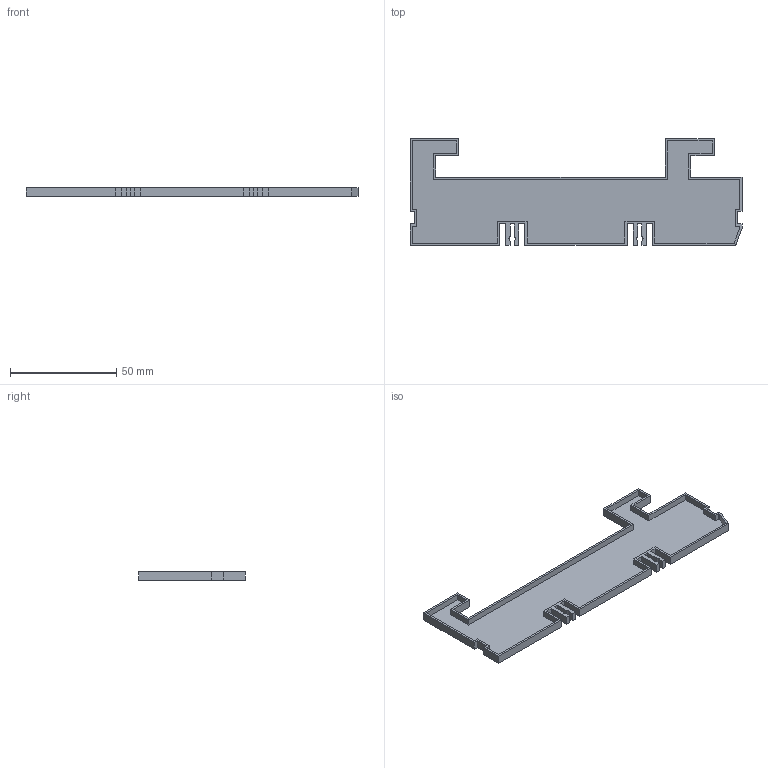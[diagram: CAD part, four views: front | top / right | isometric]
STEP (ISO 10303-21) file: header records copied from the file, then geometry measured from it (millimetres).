
FILE_DESCRIPTION((''),'2;1');
FILE_NAME('ZEI_ART_3DSTP_01317.stp','2013-06-13T11:03:48',('Alois Weiner'),(''),'Autodesk Inventor 2013','Autodesk Inventor 2013','');
FILE_SCHEMA(('AUTOMOTIVE_DESIGN { 1 0 10303 214 1 1 1 1 }'));
Length unit declared in the file: millimetre
Products named in the file (1): 01317000
Bounding box: 156 x 50 x 4.1 mm (x, y, z)
Volume: 7285 mm3; surface area: 14963.9 mm2
Topology: 1 solids, 1 shells, 111 faces, 324 edges, 216 vertices
Faces by surface type: plane 107, cylinder 4
Entity records: 3632 total; most frequent: CARTESIAN_POINT 652, ORIENTED_EDGE 648, DIRECTION 556, EDGE_CURVE 324, VECTOR 316, LINE 316, VERTEX_POINT 216, AXIS2_PLACEMENT_3D 120
